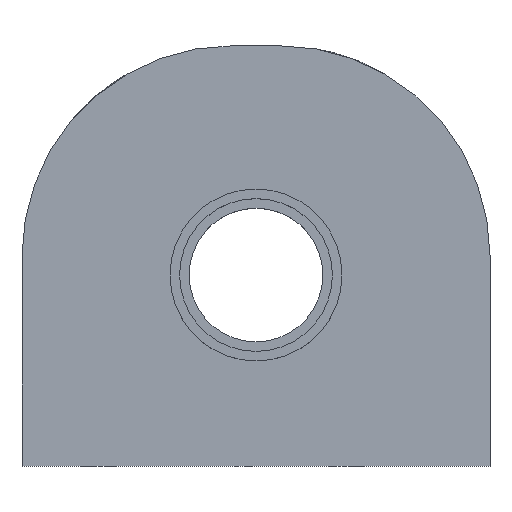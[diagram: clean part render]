
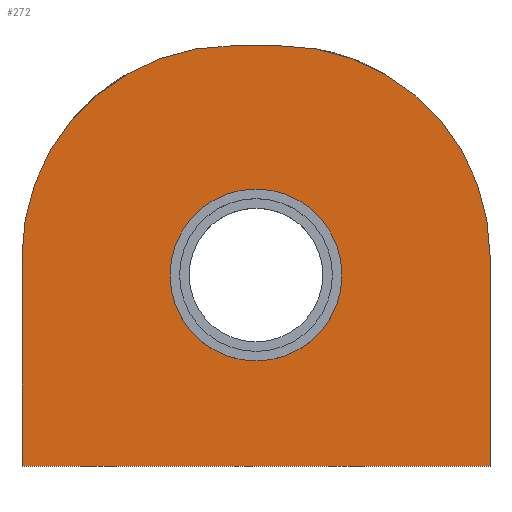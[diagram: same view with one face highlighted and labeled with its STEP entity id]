
A CAD part, top view. The second image highlights one B-rep face of the part: STEP entity #272.
In plain terms, the highlighted planar face has unit normal (0, 0, 1).
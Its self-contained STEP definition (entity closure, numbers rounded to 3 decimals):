
#21=FACE_BOUND('',#66,.T.);
#29=PLANE('',#313);
#44=FACE_OUTER_BOUND('',#65,.T.);
#65=EDGE_LOOP('',(#238,#239,#240,#241,#242,#243));
#66=EDGE_LOOP('',(#244));
#80=LINE('',#502,#99);
#84=LINE('',#514,#103);
#88=LINE('',#526,#107);
#91=LINE('',#530,#110);
#99=VECTOR('',#356,10.);
#103=VECTOR('',#368,10.);
#107=VECTOR('',#380,10.);
#110=VECTOR('',#385,10.);
#117=CIRCLE('',#299,9.);
#120=CIRCLE('',#306,22.);
#122=CIRCLE('',#310,22.);
#133=VERTEX_POINT('',#487);
#137=VERTEX_POINT('',#499);
#138=VERTEX_POINT('',#501);
#140=VERTEX_POINT('',#507);
#142=VERTEX_POINT('',#513);
#144=VERTEX_POINT('',#519);
#146=VERTEX_POINT('',#525);
#161=EDGE_CURVE('',#133,#133,#117,.T.);
#166=EDGE_CURVE('',#138,#137,#80,.T.);
#169=EDGE_CURVE('',#140,#138,#120,.T.);
#172=EDGE_CURVE('',#142,#140,#84,.T.);
#175=EDGE_CURVE('',#144,#142,#122,.T.);
#178=EDGE_CURVE('',#146,#144,#88,.T.);
#181=EDGE_CURVE('',#137,#146,#91,.T.);
#238=ORIENTED_EDGE('',*,*,#181,.T.);
#239=ORIENTED_EDGE('',*,*,#178,.T.);
#240=ORIENTED_EDGE('',*,*,#175,.T.);
#241=ORIENTED_EDGE('',*,*,#172,.T.);
#242=ORIENTED_EDGE('',*,*,#169,.T.);
#243=ORIENTED_EDGE('',*,*,#166,.T.);
#244=ORIENTED_EDGE('',*,*,#161,.T.);
#272=ADVANCED_FACE('',(#44,#21),#29,.T.);
#299=AXIS2_PLACEMENT_3D('',#489,#343,#344);
#306=AXIS2_PLACEMENT_3D('',#508,#362,#363);
#310=AXIS2_PLACEMENT_3D('',#520,#374,#375);
#313=AXIS2_PLACEMENT_3D('',#531,#386,#387);
#343=DIRECTION('center_axis',(0.,0.,-1.));
#344=DIRECTION('ref_axis',(1.,0.,0.));
#356=DIRECTION('',(0.,-1.,0.));
#362=DIRECTION('center_axis',(0.,0.,1.));
#363=DIRECTION('ref_axis',(0.,1.,0.));
#368=DIRECTION('',(-1.,0.,0.));
#374=DIRECTION('center_axis',(0.,0.,1.));
#375=DIRECTION('ref_axis',(1.,0.,0.));
#380=DIRECTION('',(0.,1.,0.));
#385=DIRECTION('',(1.,0.,0.));
#386=DIRECTION('center_axis',(0.,0.,1.));
#387=DIRECTION('ref_axis',(1.,0.,0.));
#487=CARTESIAN_POINT('',(-9.,20.,9.));
#489=CARTESIAN_POINT('Origin',(0.,20.,9.));
#499=CARTESIAN_POINT('',(-24.5,0.,9.));
#501=CARTESIAN_POINT('',(-24.5,22.,9.));
#502=CARTESIAN_POINT('',(-24.5,0.,9.));
#507=CARTESIAN_POINT('',(-2.5,44.,9.));
#508=CARTESIAN_POINT('Origin',(-2.5,22.,9.));
#513=CARTESIAN_POINT('',(2.5,44.,9.));
#514=CARTESIAN_POINT('',(2.5,44.,9.));
#519=CARTESIAN_POINT('',(24.5,22.,9.));
#520=CARTESIAN_POINT('Origin',(2.5,22.,9.));
#525=CARTESIAN_POINT('',(24.5,0.,9.));
#526=CARTESIAN_POINT('',(24.5,0.,9.));
#530=CARTESIAN_POINT('',(0.,0.,9.));
#531=CARTESIAN_POINT('Origin',(0.,22.,9.));
